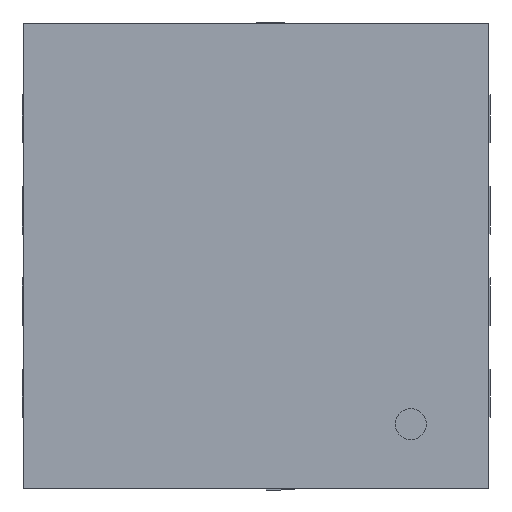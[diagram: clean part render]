
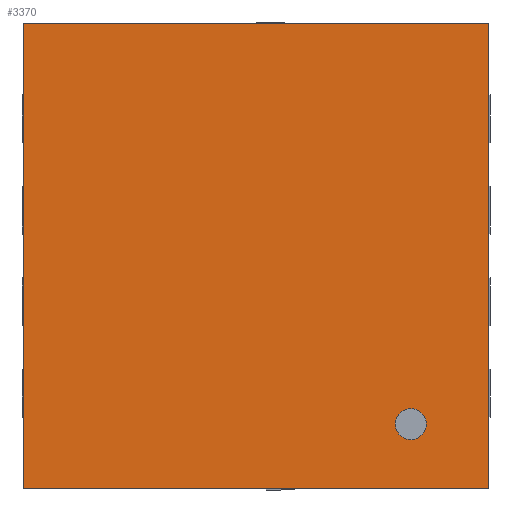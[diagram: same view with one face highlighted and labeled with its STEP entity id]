
A CAD part, front view. The second image highlights one B-rep face of the part: STEP entity #3370.
In plain terms, the highlighted planar face has unit normal (0, -1, 0).
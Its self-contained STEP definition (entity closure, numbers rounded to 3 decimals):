
#28 = CARTESIAN_POINT ( 'NONE',  ( 2.205, -0.8, -1.805 ) ) ;
#126 = VECTOR ( 'NONE', #2590, 1000. ) ;
#134 = VECTOR ( 'NONE', #3382, 1000. ) ;
#178 = EDGE_CURVE ( 'NONE', #3335, #1858, #1426, .T. ) ;
#256 = ORIENTED_EDGE ( 'NONE', *, *, #178, .F. ) ;
#350 = CARTESIAN_POINT ( 'NONE',  ( 1.653, -0.8, -1.348 ) ) ;
#415 = PLANE ( 'NONE',  #642 ) ;
#588 = CARTESIAN_POINT ( 'NONE',  ( -1.095, -0.8, 1.495 ) ) ;
#642 = AXIS2_PLACEMENT_3D ( 'NONE', #1510, #3100, #2094 ) ;
#913 = DIRECTION ( 'NONE',  ( 0., 0., 1. ) ) ;
#994 = CARTESIAN_POINT ( 'NONE',  ( 1.653, -0.8, -1.238 ) ) ;
#1057 = VECTOR ( 'NONE', #2734, 1000. ) ;
#1090 = EDGE_CURVE ( 'NONE', #1858, #3335, #3096, .T. ) ;
#1136 = LINE ( 'NONE', #28, #1057 ) ;
#1149 = EDGE_CURVE ( 'NONE', #2231, #2096, #1186, .T. ) ;
#1156 = DIRECTION ( 'NONE',  ( 0., -1., 0. ) ) ;
#1186 = LINE ( 'NONE', #2544, #2295 ) ;
#1283 = EDGE_CURVE ( 'NONE', #2231, #2682, #2606, .T. ) ;
#1426 = CIRCLE ( 'NONE', #1948, 0.11 ) ;
#1442 = AXIS2_PLACEMENT_3D ( 'NONE', #350, #1156, #3076 ) ;
#1484 = CARTESIAN_POINT ( 'NONE',  ( -1.095, -0.8, 1.495 ) ) ;
#1510 = CARTESIAN_POINT ( 'NONE',  ( 0., -0.8, 0. ) ) ;
#1519 = VERTEX_POINT ( 'NONE', #2485 ) ;
#1540 = ORIENTED_EDGE ( 'NONE', *, *, #2180, .F. ) ;
#1631 = ORIENTED_EDGE ( 'NONE', *, *, #1149, .F. ) ;
#1815 = FACE_OUTER_BOUND ( 'NONE', #3293, .T. ) ;
#1858 = VERTEX_POINT ( 'NONE', #994 ) ;
#1948 = AXIS2_PLACEMENT_3D ( 'NONE', #2060, #3150, #3120 ) ;
#2021 = CARTESIAN_POINT ( 'NONE',  ( -1.095, -0.8, -1.805 ) ) ;
#2060 = CARTESIAN_POINT ( 'NONE',  ( 1.653, -0.8, -1.348 ) ) ;
#2094 = DIRECTION ( 'NONE',  ( 0., 0., 1. ) ) ;
#2096 = VERTEX_POINT ( 'NONE', #588 ) ;
#2164 = CARTESIAN_POINT ( 'NONE',  ( 2.205, -0.8, -1.805 ) ) ;
#2180 = EDGE_CURVE ( 'NONE', #2096, #1519, #3162, .T. ) ;
#2231 = VERTEX_POINT ( 'NONE', #2880 ) ;
#2295 = VECTOR ( 'NONE', #913, 1000. ) ;
#2393 = EDGE_CURVE ( 'NONE', #2682, #1519, #1136, .T. ) ;
#2485 = CARTESIAN_POINT ( 'NONE',  ( 2.205, -0.8, 1.495 ) ) ;
#2544 = CARTESIAN_POINT ( 'NONE',  ( -1.095, -0.8, -1.805 ) ) ;
#2561 = FACE_BOUND ( 'NONE', #3223, .T. ) ;
#2590 = DIRECTION ( 'NONE',  ( 1., 0., 0. ) ) ;
#2606 = LINE ( 'NONE', #2021, #126 ) ;
#2682 = VERTEX_POINT ( 'NONE', #2164 ) ;
#2730 = ORIENTED_EDGE ( 'NONE', *, *, #1283, .T. ) ;
#2734 = DIRECTION ( 'NONE',  ( 0., 0., 1. ) ) ;
#2880 = CARTESIAN_POINT ( 'NONE',  ( -1.095, -0.8, -1.805 ) ) ;
#3076 = DIRECTION ( 'NONE',  ( 0., 0., -1. ) ) ;
#3096 = CIRCLE ( 'NONE', #1442, 0.11 ) ;
#3100 = DIRECTION ( 'NONE',  ( 0., 1., 0. ) ) ;
#3120 = DIRECTION ( 'NONE',  ( 0., 0., -1. ) ) ;
#3150 = DIRECTION ( 'NONE',  ( 0., -1., 0. ) ) ;
#3162 = LINE ( 'NONE', #1484, #134 ) ;
#3223 = EDGE_LOOP ( 'NONE', ( #256, #3461 ) ) ;
#3260 = ORIENTED_EDGE ( 'NONE', *, *, #2393, .T. ) ;
#3284 = CARTESIAN_POINT ( 'NONE',  ( 1.653, -0.8, -1.458 ) ) ;
#3293 = EDGE_LOOP ( 'NONE', ( #1631, #2730, #3260, #1540 ) ) ;
#3335 = VERTEX_POINT ( 'NONE', #3284 ) ;
#3370 = ADVANCED_FACE ( 'NONE', ( #2561, #1815 ), #415, .F. ) ;
#3382 = DIRECTION ( 'NONE',  ( 1., 0., 0. ) ) ;
#3461 = ORIENTED_EDGE ( 'NONE', *, *, #1090, .F. ) ;
